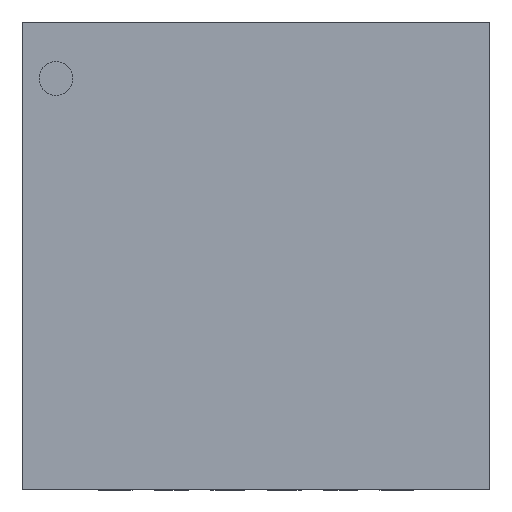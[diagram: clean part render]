
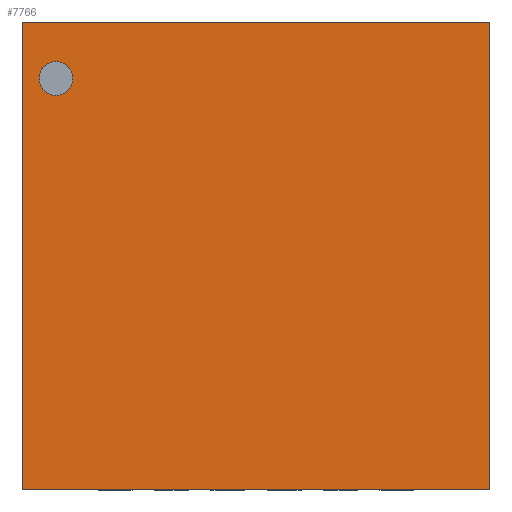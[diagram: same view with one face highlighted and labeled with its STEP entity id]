
A CAD part, top view. The second image highlights one B-rep face of the part: STEP entity #7766.
In plain terms, the highlighted planar face has unit normal (0, 0, 1).
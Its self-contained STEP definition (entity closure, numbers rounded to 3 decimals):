
#4076=CARTESIAN_POINT('',(-1.625,1.575,1.0));
#4077=VERTEX_POINT('',#4076);
#4086=CARTESIAN_POINT('',(-1.925,1.575,1.0));
#4087=VERTEX_POINT('',#4086);
#4088=CARTESIAN_POINT('',(-1.775,1.575,1.0));
#4089=DIRECTION('',(0.0,0.0,-1.0));
#4090=DIRECTION('',(1.0,0.0,0.0));
#4091=AXIS2_PLACEMENT_3D('',#4088,#4089,#4090);
#4092=CIRCLE('',#4091,0.15);
#4093=EDGE_CURVE('',#4087,#4077,#4092,.T.);
#7330=CARTESIAN_POINT('',(2.075,-2.075,1.0));
#7331=VERTEX_POINT('',#7330);
#7338=CARTESIAN_POINT('',(-2.075,-2.075,1.0));
#7339=VERTEX_POINT('',#7338);
#7340=CARTESIAN_POINT('',(2.075,-2.075,1.0));
#7341=DIRECTION('',(-1.0,0.0,0.0));
#7342=VECTOR('',#7341,4.15);
#7343=LINE('',#7340,#7342);
#7344=EDGE_CURVE('',#7331,#7339,#7343,.T.);
#7424=CARTESIAN_POINT('',(2.075,2.075,1.0));
#7425=VERTEX_POINT('',#7424);
#7432=CARTESIAN_POINT('',(2.075,2.075,1.0));
#7433=DIRECTION('',(0.0,-1.0,0.0));
#7434=VECTOR('',#7433,4.15);
#7435=LINE('',#7432,#7434);
#7436=EDGE_CURVE('',#7425,#7331,#7435,.T.);
#7655=CARTESIAN_POINT('',(-2.075,2.075,1.0));
#7656=VERTEX_POINT('',#7655);
#7663=CARTESIAN_POINT('',(-2.075,2.075,1.0));
#7664=DIRECTION('',(1.0,0.0,0.0));
#7665=VECTOR('',#7664,4.15);
#7666=LINE('',#7663,#7665);
#7667=EDGE_CURVE('',#7656,#7425,#7666,.T.);
#7704=CARTESIAN_POINT('',(-2.075,-2.075,1.0));
#7705=DIRECTION('',(0.0,1.0,0.0));
#7706=VECTOR('',#7705,4.15);
#7707=LINE('',#7704,#7706);
#7708=EDGE_CURVE('',#7339,#7656,#7707,.T.);
#7731=CARTESIAN_POINT('',(-1.775,1.575,1.0));
#7732=DIRECTION('',(0.0,0.0,-1.0));
#7733=DIRECTION('',(1.0,0.0,0.0));
#7734=AXIS2_PLACEMENT_3D('',#7731,#7732,#7733);
#7735=CIRCLE('',#7734,0.15);
#7736=EDGE_CURVE('',#4077,#4087,#7735,.T.);
#7751=CARTESIAN_POINT('',(0.,0.,1.0));
#7752=DIRECTION('',(0.0,0.0,1.0));
#7753=DIRECTION('',(1.0,0.0,0.0));
#7754=AXIS2_PLACEMENT_3D('',#7751,#7752,#7753);
#7755=PLANE('',#7754);
#7756=ORIENTED_EDGE('',*,*,#7436,.F.);
#7757=ORIENTED_EDGE('',*,*,#7667,.F.);
#7758=ORIENTED_EDGE('',*,*,#7708,.F.);
#7759=ORIENTED_EDGE('',*,*,#7344,.F.);
#7760=EDGE_LOOP('',(#7756,#7757,#7758,#7759));
#7761=FACE_OUTER_BOUND('',#7760,.T.);
#7762=ORIENTED_EDGE('',*,*,#7736,.T.);
#7763=ORIENTED_EDGE('',*,*,#4093,.T.);
#7764=EDGE_LOOP('',(#7762,#7763));
#7765=FACE_BOUND('',#7764,.T.);
#7766=ADVANCED_FACE('',(#7761,#7765),#7755,.T.);
